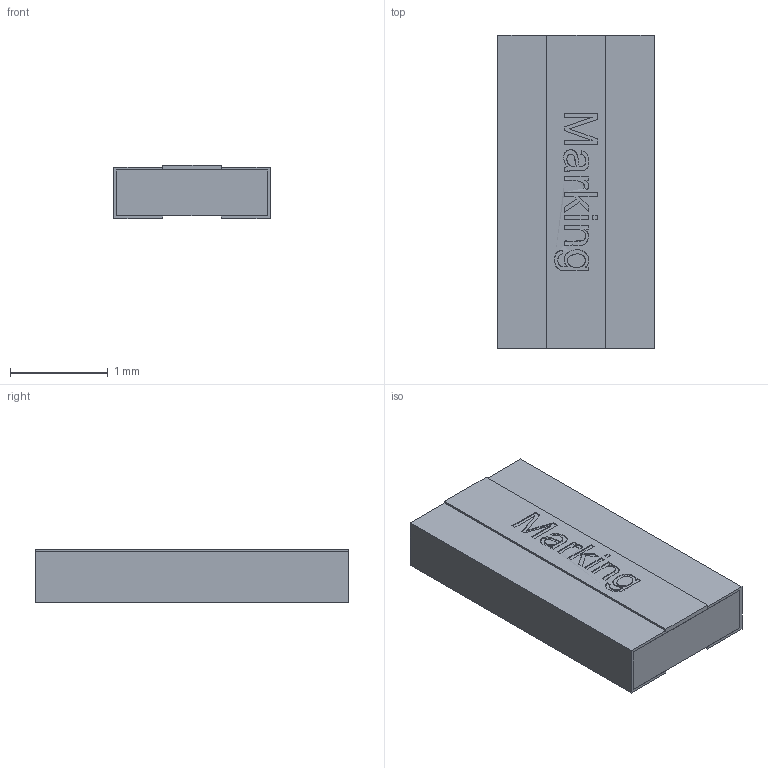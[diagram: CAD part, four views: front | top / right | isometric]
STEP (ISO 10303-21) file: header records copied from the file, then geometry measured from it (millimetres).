
FILE_DESCRIPTION(('STEP AP214'),'1');
FILE_NAME('R_Wurth_WRIS-KWKH-0612.step','2025-01-15T03:07:02',(' '),('ANSOFT Corporation'),'Spatial InterOp 3D',' ',' ');
FILE_SCHEMA(('AUTOMOTIVE_DESIGN { 1 0 10303 214 1 1 1 1 }'));
Length unit declared in the file: millimetre
Products named in the file (1): Cover
Bounding box: 1.6 x 3.2 x 0.55 mm (x, y, z)
Volume: 2.7 mm3; surface area: 38 mm2
Topology: 4 solids, 4 shells, 104 faces, 257 edges, 171 vertices
Faces by surface type: plane 88, extrusion 12, bspline 2, cylinder 2
Entity records: 4562 total; most frequent: CARTESIAN_POINT 965, ORIENTED_EDGE 512, DIRECTION 427, EDGE_CURVE 256, VECTOR 231, LINE 219, VERTEX_POINT 171, STYLED_ITEM 168
